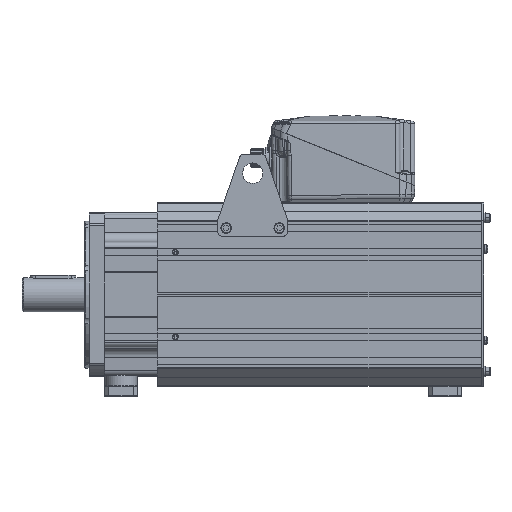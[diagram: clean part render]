
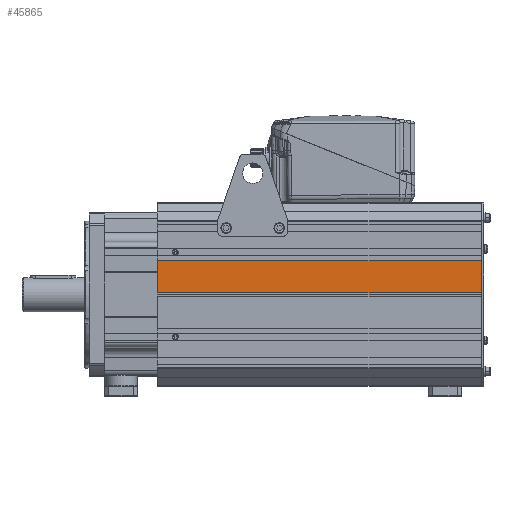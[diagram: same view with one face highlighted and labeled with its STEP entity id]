
A CAD part, top view. The second image highlights one B-rep face of the part: STEP entity #45865.
In plain terms, the highlighted planar face has unit normal (0, 0, 1).
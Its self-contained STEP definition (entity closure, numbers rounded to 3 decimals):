
#43976=DIRECTION('',(0.,-1.,0.));
#43977=VECTOR('',#43976,39.5);
#43978=CARTESIAN_POINT('',(165.5,41.5,111.5));
#43979=LINE('',#43978,#43977);
#44577=DIRECTION('',(1.,0.,0.));
#44578=VECTOR('',#44577,396.);
#44579=CARTESIAN_POINT('',(165.5,41.5,111.5));
#44580=LINE('',#44579,#44578);
#44581=DIRECTION('',(0.,-1.,0.));
#44582=VECTOR('',#44581,39.5);
#44583=CARTESIAN_POINT('',(561.5,41.5,111.5));
#44584=LINE('',#44583,#44582);
#44585=DIRECTION('',(1.,0.,0.));
#44586=VECTOR('',#44585,396.);
#44587=CARTESIAN_POINT('',(165.5,2.,111.5));
#44588=LINE('',#44587,#44586);
#44831=CARTESIAN_POINT('',(165.5,41.5,111.5));
#44832=VERTEX_POINT('',#44831);
#44833=CARTESIAN_POINT('',(165.5,2.,111.5));
#44834=VERTEX_POINT('',#44833);
#44837=CARTESIAN_POINT('',(561.5,41.5,111.5));
#44838=CARTESIAN_POINT('',(561.5,2.,111.5));
#44839=VERTEX_POINT('',#44837);
#44840=VERTEX_POINT('',#44838);
#45851=CARTESIAN_POINT('',(165.5,41.5,111.5));
#45852=DIRECTION('',(0.,0.,1.));
#45853=DIRECTION('',(0.,-1.,0.));
#45854=AXIS2_PLACEMENT_3D('',#45851,#45852,#45853);
#45855=PLANE('',#45854);
#45856=ORIENTED_EDGE('',*,*,#45010,.F.);
#45858=ORIENTED_EDGE('',*,*,#45857,.T.);
#45860=ORIENTED_EDGE('',*,*,#45859,.T.);
#45862=ORIENTED_EDGE('',*,*,#45861,.F.);
#45863=EDGE_LOOP('',(#45856,#45858,#45860,#45862));
#45864=FACE_OUTER_BOUND('',#45863,.F.);
#45865=ADVANCED_FACE('',(#45864),#45855,.T.);
#45010=EDGE_CURVE('',#44832,#44834,#43979,.T.);
#45857=EDGE_CURVE('',#44832,#44839,#44580,.T.);
#45859=EDGE_CURVE('',#44839,#44840,#44584,.T.);
#45861=EDGE_CURVE('',#44834,#44840,#44588,.T.);
